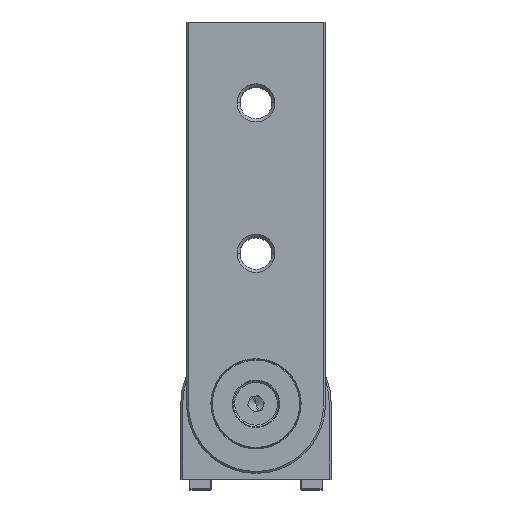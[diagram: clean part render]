
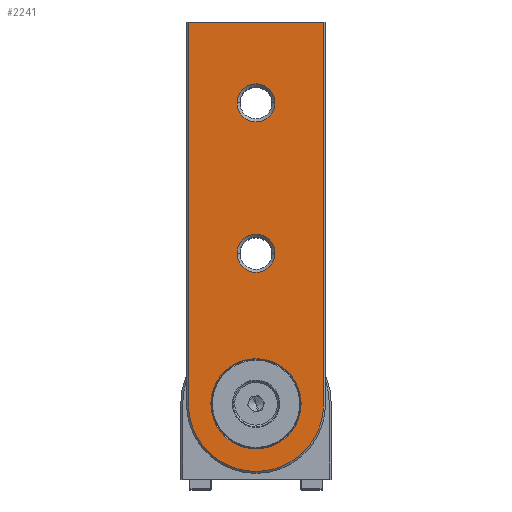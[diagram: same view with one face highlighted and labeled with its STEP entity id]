
A CAD part, top view. The second image highlights one B-rep face of the part: STEP entity #2241.
In plain terms, the highlighted planar face has unit normal (0, 0, 1).
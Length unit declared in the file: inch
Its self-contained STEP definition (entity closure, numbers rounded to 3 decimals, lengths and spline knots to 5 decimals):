
#1361 = CARTESIAN_POINT ( 'NONE',  ( 0.70866, 0.7874, 0.45878 ) ) ;
#2241 = ADVANCED_FACE ( 'NONE', ( #36791, #40617, #36520, #32179 ), #48838, .T. ) ;
#2533 = VERTEX_POINT ( 'NONE', #41353 ) ;
#2745 = ORIENTED_EDGE ( 'NONE', *, *, #14735, .F. ) ;
#3001 = DIRECTION ( 'NONE',  ( -1., 0., 0. ) ) ;
#3066 = VERTEX_POINT ( 'NONE', #52711 ) ;
#3201 = LINE ( 'NONE', #53065, #42425 ) ;
#3812 = VECTOR ( 'NONE', #37270, 39.37008 ) ;
#4246 = AXIS2_PLACEMENT_3D ( 'NONE', #26052, #42675, #50323 ) ;
#5001 = CIRCLE ( 'NONE', #11953, 0.19882 ) ;
#6360 = CARTESIAN_POINT ( 'NONE',  ( 0.47244, 0.7874, 0.45878 ) ) ;
#6805 = DIRECTION ( 'NONE',  ( 0., 0., -1. ) ) ;
#6939 = EDGE_CURVE ( 'NONE', #45850, #12682, #22281, .T. ) ;
#8068 = DIRECTION ( 'NONE',  ( 0., 1., 0. ) ) ;
#8492 = DIRECTION ( 'NONE',  ( -1., 0., 0. ) ) ;
#9028 = AXIS2_PLACEMENT_3D ( 'NONE', #52873, #6805, #3001 ) ;
#9317 = DIRECTION ( 'NONE',  ( 1., 0., 0. ) ) ;
#10547 = EDGE_CURVE ( 'NONE', #21000, #2533, #3201, .T. ) ;
#10608 = DIRECTION ( 'NONE',  ( -1., 0., 0. ) ) ;
#10749 = DIRECTION ( 'NONE',  ( -1., 0., 0. ) ) ;
#11044 = LINE ( 'NONE', #46104, #52726 ) ;
#11953 = AXIS2_PLACEMENT_3D ( 'NONE', #37652, #42019, #8492 ) ;
#12185 = AXIS2_PLACEMENT_3D ( 'NONE', #20443, #49107, #32722 ) ;
#12682 = VERTEX_POINT ( 'NONE', #44875 ) ;
#13312 = CARTESIAN_POINT ( 'NONE',  ( -0.47244, 0.7874, 0.45878 ) ) ;
#14735 = EDGE_CURVE ( 'NONE', #47402, #2533, #11044, .T. ) ;
#16313 = EDGE_CURVE ( 'NONE', #26085, #3066, #5001, .T. ) ;
#16330 = ORIENTED_EDGE ( 'NONE', *, *, #16313, .T. ) ;
#16661 = DIRECTION ( 'NONE',  ( 1., 0., 0. ) ) ;
#17767 = ORIENTED_EDGE ( 'NONE', *, *, #53846, .T. ) ;
#18125 = EDGE_CURVE ( 'NONE', #28749, #37299, #36457, .T. ) ;
#18263 = DIRECTION ( 'NONE',  ( 0., 0., -1. ) ) ;
#18786 = ORIENTED_EDGE ( 'NONE', *, *, #10547, .T. ) ;
#20443 = CARTESIAN_POINT ( 'NONE',  ( 0., 0.7874, 0.45878 ) ) ;
#21000 = VERTEX_POINT ( 'NONE', #1361 ) ;
#22281 = CIRCLE ( 'NONE', #45734, 0.19882 ) ;
#22343 = VERTEX_POINT ( 'NONE', #44081 ) ;
#22444 = CARTESIAN_POINT ( 'NONE',  ( 0., 3.93701, 0.45878 ) ) ;
#26052 = CARTESIAN_POINT ( 'NONE',  ( 0., 0.7874, 0.45878 ) ) ;
#26085 = VERTEX_POINT ( 'NONE', #29374 ) ;
#26371 = CIRCLE ( 'NONE', #35924, 0.70866 ) ;
#26850 = DIRECTION ( 'NONE',  ( 0., 0., -1. ) ) ;
#28311 = CARTESIAN_POINT ( 'NONE',  ( -0.70866, 0.7874, 0.45878 ) ) ;
#28749 = VERTEX_POINT ( 'NONE', #6360 ) ;
#29374 = CARTESIAN_POINT ( 'NONE',  ( -0.19882, 2.3622, 0.45878 ) ) ;
#29637 = AXIS2_PLACEMENT_3D ( 'NONE', #34887, #18263, #10608 ) ;
#29772 = CARTESIAN_POINT ( 'NONE',  ( 0., 0.7874, 0.45878 ) ) ;
#30224 = ORIENTED_EDGE ( 'NONE', *, *, #48818, .T. ) ;
#32179 = FACE_BOUND ( 'NONE', #34597, .T. ) ;
#32534 = CIRCLE ( 'NONE', #9028, 0.47244 ) ;
#32722 = DIRECTION ( 'NONE',  ( -1., 0., 0. ) ) ;
#33327 = EDGE_CURVE ( 'NONE', #37299, #28749, #32534, .T. ) ;
#33581 = DIRECTION ( 'NONE',  ( 0., 0., 1. ) ) ;
#34597 = EDGE_LOOP ( 'NONE', ( #52863, #40586 ) ) ;
#34887 = CARTESIAN_POINT ( 'NONE',  ( 0., 2.3622, 0.45878 ) ) ;
#35299 = CARTESIAN_POINT ( 'NONE',  ( 0., 3.93701, 0.45878 ) ) ;
#35301 = EDGE_CURVE ( 'NONE', #47402, #22343, #53641, .T. ) ;
#35924 = AXIS2_PLACEMENT_3D ( 'NONE', #29772, #33581, #9317 ) ;
#36457 = CIRCLE ( 'NONE', #4246, 0.47244 ) ;
#36520 = FACE_BOUND ( 'NONE', #47246, .T. ) ;
#36791 = FACE_BOUND ( 'NONE', #37903, .T. ) ;
#37270 = DIRECTION ( 'NONE',  ( 0., -1., 0. ) ) ;
#37299 = VERTEX_POINT ( 'NONE', #13312 ) ;
#37652 = CARTESIAN_POINT ( 'NONE',  ( 0., 2.3622, 0.45878 ) ) ;
#37903 = EDGE_LOOP ( 'NONE', ( #52752, #38873 ) ) ;
#38743 = AXIS2_PLACEMENT_3D ( 'NONE', #22444, #39053, #39590 ) ;
#38873 = ORIENTED_EDGE ( 'NONE', *, *, #18125, .T. ) ;
#39053 = DIRECTION ( 'NONE',  ( 0., 0., -1. ) ) ;
#39590 = DIRECTION ( 'NONE',  ( -1., 0., 0. ) ) ;
#40586 = ORIENTED_EDGE ( 'NONE', *, *, #42924, .T. ) ;
#40617 = FACE_OUTER_BOUND ( 'NONE', #49216, .T. ) ;
#40953 = CARTESIAN_POINT ( 'NONE',  ( -0.19882, 3.93701, 0.45878 ) ) ;
#41353 = CARTESIAN_POINT ( 'NONE',  ( 0.70866, 4.78346, 0.45878 ) ) ;
#41668 = ORIENTED_EDGE ( 'NONE', *, *, #35301, .T. ) ;
#41780 = CIRCLE ( 'NONE', #29637, 0.19882 ) ;
#42019 = DIRECTION ( 'NONE',  ( 0., 0., -1. ) ) ;
#42425 = VECTOR ( 'NONE', #8068, 39.37008 ) ;
#42675 = DIRECTION ( 'NONE',  ( 0., 0., -1. ) ) ;
#42924 = EDGE_CURVE ( 'NONE', #12682, #45850, #50085, .T. ) ;
#44081 = CARTESIAN_POINT ( 'NONE',  ( -0.70866, 0.7874, 0.45878 ) ) ;
#44875 = CARTESIAN_POINT ( 'NONE',  ( 0.19882, 3.93701, 0.45878 ) ) ;
#45734 = AXIS2_PLACEMENT_3D ( 'NONE', #35299, #26850, #10749 ) ;
#45850 = VERTEX_POINT ( 'NONE', #40953 ) ;
#46104 = CARTESIAN_POINT ( 'NONE',  ( 0.72835, 4.78346, 0.45878 ) ) ;
#46683 = CARTESIAN_POINT ( 'NONE',  ( -0.70866, 4.78346, 0.45878 ) ) ;
#47246 = EDGE_LOOP ( 'NONE', ( #16330, #30224 ) ) ;
#47402 = VERTEX_POINT ( 'NONE', #46683 ) ;
#48818 = EDGE_CURVE ( 'NONE', #3066, #26085, #41780, .T. ) ;
#48838 = PLANE ( 'NONE',  #12185 ) ;
#49107 = DIRECTION ( 'NONE',  ( 0., 0., 1. ) ) ;
#49216 = EDGE_LOOP ( 'NONE', ( #2745, #41668, #17767, #18786 ) ) ;
#50085 = CIRCLE ( 'NONE', #38743, 0.19882 ) ;
#50323 = DIRECTION ( 'NONE',  ( -1., 0., 0. ) ) ;
#52711 = CARTESIAN_POINT ( 'NONE',  ( 0.19882, 2.3622, 0.45878 ) ) ;
#52726 = VECTOR ( 'NONE', #16661, 39.37008 ) ;
#52752 = ORIENTED_EDGE ( 'NONE', *, *, #33327, .T. ) ;
#52863 = ORIENTED_EDGE ( 'NONE', *, *, #6939, .T. ) ;
#52873 = CARTESIAN_POINT ( 'NONE',  ( 0., 0.7874, 0.45878 ) ) ;
#53065 = CARTESIAN_POINT ( 'NONE',  ( 0.70866, 0.7874, 0.45878 ) ) ;
#53641 = LINE ( 'NONE', #28311, #3812 ) ;
#53846 = EDGE_CURVE ( 'NONE', #22343, #21000, #26371, .T. ) ;
